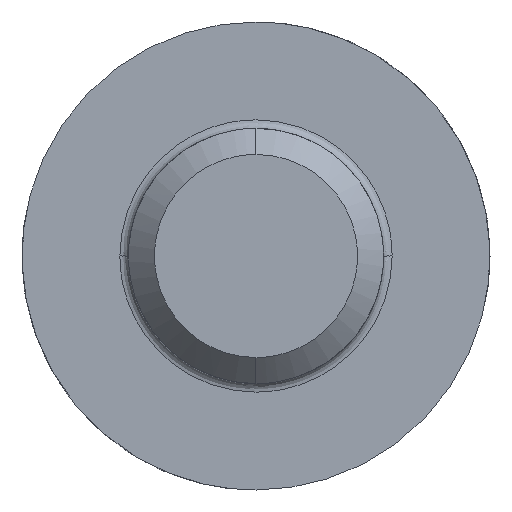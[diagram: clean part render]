
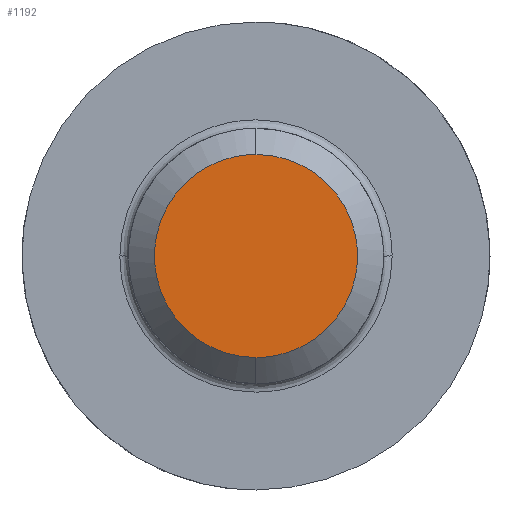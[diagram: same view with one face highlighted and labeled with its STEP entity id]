
A CAD part, front view. The second image highlights one B-rep face of the part: STEP entity #1192.
In plain terms, the highlighted planar face has unit normal (0, -1, 0).
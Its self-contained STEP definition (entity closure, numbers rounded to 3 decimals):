
#609 = ( BOUNDED_SURFACE() B_SPLINE_SURFACE(2,1,(
    (#610,#611)
    ,(#612,#613)
    ,(#614,#615)
    ,(#616,#617)
,(#618,#619
    )),.UNSPECIFIED.,.F.,.F.,.F.) B_SPLINE_SURFACE_WITH_KNOTS((3,2,3),(2
    ,2),(0.,1.571,3.142),(0.,2.503),
.UNSPECIFIED.) GEOMETRIC_REPRESENTATION_ITEM() RATIONAL_B_SPLINE_SURFACE
((
    (1.,1.)
    ,(0.707,0.707)
    ,(1.,1.)
    ,(0.707,0.707)
,(1.,1.))) REPRESENTATION_ITEM('') SURFACE() );
#610 = CARTESIAN_POINT('',(447.11,264.207,345.2));
#611 = CARTESIAN_POINT('',(447.11,265.977,343.43));
#612 = CARTESIAN_POINT('',(447.11,264.207,345.2));
#613 = CARTESIAN_POINT('',(445.34,265.977,343.43));
#614 = CARTESIAN_POINT('',(447.11,264.207,345.2));
#615 = CARTESIAN_POINT('',(445.34,265.977,345.2));
#616 = CARTESIAN_POINT('',(447.11,264.207,345.2));
#617 = CARTESIAN_POINT('',(445.34,265.977,346.97));
#618 = CARTESIAN_POINT('',(447.11,264.207,345.2));
#619 = CARTESIAN_POINT('',(447.11,265.977,346.97));
#998 = VERTEX_POINT('',#999);
#999 = CARTESIAN_POINT('',(447.11,265.4,346.393));
#1034 = ( BOUNDED_SURFACE() B_SPLINE_SURFACE(2,1,(
    (#1035,#1036)
    ,(#1037,#1038)
    ,(#1039,#1040)
    ,(#1041,#1042)
    ,(#1043,#1044
)),.UNSPECIFIED.,.F.,.F.,.F.) B_SPLINE_SURFACE_WITH_KNOTS((3,2,3),(2,2),
  (3.142,4.712,6.283),(0.,2.503),
.PIECEWISE_BEZIER_KNOTS.) GEOMETRIC_REPRESENTATION_ITEM() 
RATIONAL_B_SPLINE_SURFACE((
    (1.,1.)
    ,(0.707,0.707)
    ,(1.,1.)
    ,(0.707,0.707)
,(1.,1.))) REPRESENTATION_ITEM('') SURFACE() );
#1035 = CARTESIAN_POINT('',(447.11,264.207,345.2));
#1036 = CARTESIAN_POINT('',(447.11,265.977,346.97));
#1037 = CARTESIAN_POINT('',(447.11,264.207,345.2));
#1038 = CARTESIAN_POINT('',(448.88,265.977,346.97));
#1039 = CARTESIAN_POINT('',(447.11,264.207,345.2));
#1040 = CARTESIAN_POINT('',(448.88,265.977,345.2));
#1041 = CARTESIAN_POINT('',(447.11,264.207,345.2));
#1042 = CARTESIAN_POINT('',(448.88,265.977,343.43));
#1043 = CARTESIAN_POINT('',(447.11,264.207,345.2));
#1044 = CARTESIAN_POINT('',(447.11,265.977,343.43));
#1076 = VERTEX_POINT('',#1077);
#1077 = CARTESIAN_POINT('',(447.11,265.4,344.007)
  );
#1141 = EDGE_CURVE('',#1076,#998,#1142,.T.);
#1142 = SURFACE_CURVE('',#1143,(#1149,#1178),.PCURVE_S1.);
#1143 = ( BOUNDED_CURVE() B_SPLINE_CURVE(2,(#1144,#1145,#1146,#1147,
#1148),.UNSPECIFIED.,.F.,.F.) B_SPLINE_CURVE_WITH_KNOTS((3,2,3),(
    3.749,5.623,7.498),
.PIECEWISE_BEZIER_KNOTS.) CURVE() GEOMETRIC_REPRESENTATION_ITEM() 
RATIONAL_B_SPLINE_CURVE((1.,0.707,1.,0.707,1.)) 
REPRESENTATION_ITEM('') );
#1144 = CARTESIAN_POINT('',(447.11,265.4,344.007)
  );
#1145 = CARTESIAN_POINT('',(445.917,265.4,344.007)
  );
#1146 = CARTESIAN_POINT('',(445.917,265.4,345.2));
#1147 = CARTESIAN_POINT('',(445.917,265.4,346.393)
  );
#1148 = CARTESIAN_POINT('',(447.11,265.4,346.393)
  );
#1149 = PCURVE('',#609,#1150);
#1150 = DEFINITIONAL_REPRESENTATION('',(#1151),#1177);
#1151 = B_SPLINE_CURVE_WITH_KNOTS('',3,(#1152,#1153,#1154,#1155,#1156,
    #1157,#1158,#1159,#1160,#1161,#1162,#1163,#1164,#1165,#1166,#1167,
    #1168,#1169,#1170,#1171,#1172,#1173,#1174,#1175,#1176),
  .UNSPECIFIED.,.F.,.F.,(4,1,1,1,1,1,1,1,1,1,1,1,1,1,1,1,1,1,1,1,1,1,4),
  (3.749,3.919,4.09,4.26,
    4.43,4.601,4.771,4.942,
    5.112,5.282,5.453,5.623,
    5.794,5.964,6.134,6.305,
    6.475,6.646,6.816,6.986,
    7.157,7.327,7.498),.QUASI_UNIFORM_KNOTS.);
#1152 = CARTESIAN_POINT('',(0.,1.688));
#1153 = CARTESIAN_POINT('',(0.048,1.688));
#1154 = CARTESIAN_POINT('',(0.143,1.688));
#1155 = CARTESIAN_POINT('',(0.286,1.688));
#1156 = CARTESIAN_POINT('',(0.428,1.688));
#1157 = CARTESIAN_POINT('',(0.571,1.688));
#1158 = CARTESIAN_POINT('',(0.714,1.688));
#1159 = CARTESIAN_POINT('',(0.857,1.688));
#1160 = CARTESIAN_POINT('',(1.,1.688));
#1161 = CARTESIAN_POINT('',(1.142,1.688));
#1162 = CARTESIAN_POINT('',(1.285,1.688));
#1163 = CARTESIAN_POINT('',(1.428,1.688));
#1164 = CARTESIAN_POINT('',(1.571,1.688));
#1165 = CARTESIAN_POINT('',(1.714,1.688));
#1166 = CARTESIAN_POINT('',(1.856,1.688));
#1167 = CARTESIAN_POINT('',(1.999,1.688));
#1168 = CARTESIAN_POINT('',(2.142,1.688));
#1169 = CARTESIAN_POINT('',(2.285,1.688));
#1170 = CARTESIAN_POINT('',(2.428,1.688));
#1171 = CARTESIAN_POINT('',(2.57,1.688));
#1172 = CARTESIAN_POINT('',(2.713,1.688));
#1173 = CARTESIAN_POINT('',(2.856,1.688));
#1174 = CARTESIAN_POINT('',(2.999,1.688));
#1175 = CARTESIAN_POINT('',(3.094,1.688));
#1176 = CARTESIAN_POINT('',(3.142,1.688));
#1177 = ( GEOMETRIC_REPRESENTATION_CONTEXT(2) 
PARAMETRIC_REPRESENTATION_CONTEXT() REPRESENTATION_CONTEXT('2D SPACE',''
  ) );
#1178 = PCURVE('',#1179,#1184);
#1179 = PLANE('',#1180);
#1180 = AXIS2_PLACEMENT_3D('',#1181,#1182,#1183);
#1181 = CARTESIAN_POINT('',(445.558,265.4,343.648));
#1182 = DIRECTION('',(0.,-1.,0.));
#1183 = DIRECTION('',(-1.,0.,0.));
#1184 = DEFINITIONAL_REPRESENTATION('',(#1185),#1191);
#1185 = ( BOUNDED_CURVE() B_SPLINE_CURVE(2,(#1186,#1187,#1188,#1189,
#1190),.UNSPECIFIED.,.F.,.F.) B_SPLINE_CURVE_WITH_KNOTS((3,2,3),(
    3.749,5.623,7.498),
.PIECEWISE_BEZIER_KNOTS.) CURVE() GEOMETRIC_REPRESENTATION_ITEM() 
RATIONAL_B_SPLINE_CURVE((1.,0.707,1.,0.707,1.)) 
REPRESENTATION_ITEM('') );
#1186 = CARTESIAN_POINT('',(-1.552,-0.359));
#1187 = CARTESIAN_POINT('',(-0.359,-0.359));
#1188 = CARTESIAN_POINT('',(-0.359,-1.552));
#1189 = CARTESIAN_POINT('',(-0.359,-2.745));
#1190 = CARTESIAN_POINT('',(-1.552,-2.745));
#1191 = ( GEOMETRIC_REPRESENTATION_CONTEXT(2) 
PARAMETRIC_REPRESENTATION_CONTEXT() REPRESENTATION_CONTEXT('2D SPACE',''
  ) );
#1192 = ADVANCED_FACE('',(#1193),#1179,.T.);
#1193 = FACE_BOUND('',#1194,.T.);
#1194 = EDGE_LOOP('',(#1195,#1196));
#1195 = ORIENTED_EDGE('',*,*,#1141,.F.);
#1196 = ORIENTED_EDGE('',*,*,#1197,.F.);
#1197 = EDGE_CURVE('',#998,#1076,#1198,.T.);
#1198 = SURFACE_CURVE('',#1199,(#1205,#1214),.PCURVE_S1.);
#1199 = ( BOUNDED_CURVE() B_SPLINE_CURVE(2,(#1200,#1201,#1202,#1203,
#1204),.UNSPECIFIED.,.F.,.F.) B_SPLINE_CURVE_WITH_KNOTS((3,2,3),(0.,
1.874,3.749),.PIECEWISE_BEZIER_KNOTS.) CURVE() 
GEOMETRIC_REPRESENTATION_ITEM() RATIONAL_B_SPLINE_CURVE((1.,
0.707,1.,0.707,1.)) REPRESENTATION_ITEM('') );
#1200 = CARTESIAN_POINT('',(447.11,265.4,346.393)
  );
#1201 = CARTESIAN_POINT('',(448.303,265.4,346.393)
  );
#1202 = CARTESIAN_POINT('',(448.303,265.4,345.2));
#1203 = CARTESIAN_POINT('',(448.303,265.4,344.007)
  );
#1204 = CARTESIAN_POINT('',(447.11,265.4,344.007)
  );
#1205 = PCURVE('',#1179,#1206);
#1206 = DEFINITIONAL_REPRESENTATION('',(#1207),#1213);
#1207 = ( BOUNDED_CURVE() B_SPLINE_CURVE(2,(#1208,#1209,#1210,#1211,
#1212),.UNSPECIFIED.,.F.,.F.) B_SPLINE_CURVE_WITH_KNOTS((3,2,3),(0.,
1.874,3.749),.PIECEWISE_BEZIER_KNOTS.) CURVE() 
GEOMETRIC_REPRESENTATION_ITEM() RATIONAL_B_SPLINE_CURVE((1.,
0.707,1.,0.707,1.)) REPRESENTATION_ITEM('') );
#1208 = CARTESIAN_POINT('',(-1.552,-2.745));
#1209 = CARTESIAN_POINT('',(-2.745,-2.745));
#1210 = CARTESIAN_POINT('',(-2.745,-1.552));
#1211 = CARTESIAN_POINT('',(-2.745,-0.359));
#1212 = CARTESIAN_POINT('',(-1.552,-0.359));
#1213 = ( GEOMETRIC_REPRESENTATION_CONTEXT(2) 
PARAMETRIC_REPRESENTATION_CONTEXT() REPRESENTATION_CONTEXT('2D SPACE',''
  ) );
#1214 = PCURVE('',#1034,#1215);
#1215 = DEFINITIONAL_REPRESENTATION('',(#1216),#1242);
#1216 = B_SPLINE_CURVE_WITH_KNOTS('',3,(#1217,#1218,#1219,#1220,#1221,
    #1222,#1223,#1224,#1225,#1226,#1227,#1228,#1229,#1230,#1231,#1232,
    #1233,#1234,#1235,#1236,#1237,#1238,#1239,#1240,#1241),
  .UNSPECIFIED.,.F.,.F.,(4,1,1,1,1,1,1,1,1,1,1,1,1,1,1,1,1,1,1,1,1,1,4),
  (0.,0.17,0.341,0.511,0.682,
    0.852,1.022,1.193,1.363,
    1.534,1.704,1.874,2.045,
    2.215,2.386,2.556,2.726,
    2.897,3.067,3.238,3.408,
    3.578,3.749),.QUASI_UNIFORM_KNOTS.);
#1217 = CARTESIAN_POINT('',(3.142,1.688));
#1218 = CARTESIAN_POINT('',(3.189,1.688));
#1219 = CARTESIAN_POINT('',(3.284,1.688));
#1220 = CARTESIAN_POINT('',(3.427,1.688));
#1221 = CARTESIAN_POINT('',(3.57,1.688));
#1222 = CARTESIAN_POINT('',(3.713,1.688));
#1223 = CARTESIAN_POINT('',(3.856,1.688));
#1224 = CARTESIAN_POINT('',(3.998,1.688));
#1225 = CARTESIAN_POINT('',(4.141,1.688));
#1226 = CARTESIAN_POINT('',(4.284,1.688));
#1227 = CARTESIAN_POINT('',(4.427,1.688));
#1228 = CARTESIAN_POINT('',(4.57,1.688));
#1229 = CARTESIAN_POINT('',(4.712,1.688));
#1230 = CARTESIAN_POINT('',(4.855,1.688));
#1231 = CARTESIAN_POINT('',(4.998,1.688));
#1232 = CARTESIAN_POINT('',(5.141,1.688));
#1233 = CARTESIAN_POINT('',(5.284,1.688));
#1234 = CARTESIAN_POINT('',(5.426,1.688));
#1235 = CARTESIAN_POINT('',(5.569,1.688));
#1236 = CARTESIAN_POINT('',(5.712,1.688));
#1237 = CARTESIAN_POINT('',(5.855,1.688));
#1238 = CARTESIAN_POINT('',(5.998,1.688));
#1239 = CARTESIAN_POINT('',(6.14,1.688));
#1240 = CARTESIAN_POINT('',(6.236,1.688));
#1241 = CARTESIAN_POINT('',(6.283,1.688));
#1242 = ( GEOMETRIC_REPRESENTATION_CONTEXT(2) 
PARAMETRIC_REPRESENTATION_CONTEXT() REPRESENTATION_CONTEXT('2D SPACE',''
  ) );
